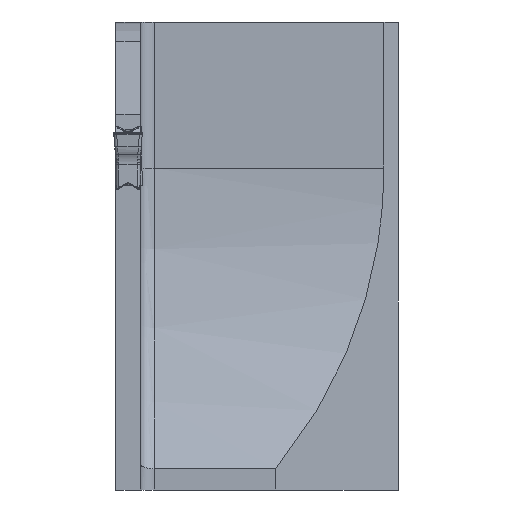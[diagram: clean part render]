
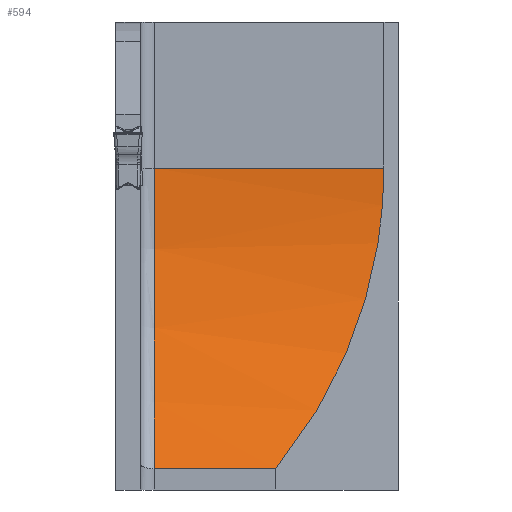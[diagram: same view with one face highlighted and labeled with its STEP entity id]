
A CAD part, front view. The second image highlights one B-rep face of the part: STEP entity #594.
In plain terms, the highlighted cylindrical face has radius 33.264 mm (diameter 66.527 mm), a partial arc.
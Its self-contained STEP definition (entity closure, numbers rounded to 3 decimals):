
#232=CYLINDRICAL_SURFACE('',#4125,33.264);
#550=ELLIPSE('',#4109,47.042,33.264);
#594=ADVANCED_FACE('',(#899),#232,.F.);
#899=FACE_OUTER_BOUND('',#1149,.T.);
#1149=EDGE_LOOP('',(#1599,#1600,#1601,#1602));
#1386=CIRCLE('',#4124,33.264);
#1599=ORIENTED_EDGE('',*,*,#3124,.F.);
#1600=ORIENTED_EDGE('',*,*,#3157,.T.);
#1601=ORIENTED_EDGE('',*,*,#3155,.F.);
#1602=ORIENTED_EDGE('',*,*,#3131,.T.);
#2749=VERTEX_POINT('',#5149);
#2750=VERTEX_POINT('',#5151);
#2754=VERTEX_POINT('',#5167);
#2765=VERTEX_POINT('',#5213);
#3124=EDGE_CURVE('',#2749,#2750,#3735,.T.);
#3131=EDGE_CURVE('',#2754,#2750,#550,.T.);
#3155=EDGE_CURVE('',#2754,#2765,#3762,.T.);
#3157=EDGE_CURVE('',#2749,#2765,#1386,.T.);
#3735=LINE('',#5150,#3928);
#3762=LINE('',#5212,#3955);
#3928=VECTOR('',#4408,1.);
#3955=VECTOR('',#4467,1.);
#4109=AXIS2_PLACEMENT_3D('',#5166,#4418,#4419);
#4124=AXIS2_PLACEMENT_3D('',#5216,#4471,#4472);
#4125=AXIS2_PLACEMENT_3D('',#5217,#4473,#4474);
#4408=DIRECTION('',(1.,0.,0.));
#4418=DIRECTION('',(0.707,-0.707,0.));
#4419=DIRECTION('',(0.707,0.707,0.));
#4467=DIRECTION('',(-1.,0.,0.));
#4471=DIRECTION('',(-1.,0.,0.));
#4472=DIRECTION('',(0.,-1.,0.));
#4473=DIRECTION('',(1.,0.,0.));
#4474=DIRECTION('',(0.,0.,1.));
#5149=CARTESIAN_POINT('',(-17.2,-100.,17.7));
#5150=CARTESIAN_POINT('',(-20.955,-100.,17.7));
#5151=CARTESIAN_POINT('',(-1.,-100.,17.7));
#5166=CARTESIAN_POINT('',(-34.264,-133.264,17.7));
#5167=CARTESIAN_POINT('',(-8.631,-107.631,-3.5));
#5212=CARTESIAN_POINT('',(-20.955,-107.631,-3.5));
#5213=CARTESIAN_POINT('',(-17.2,-107.631,-3.5));
#5216=CARTESIAN_POINT('',(-17.2,-133.264,17.7));
#5217=CARTESIAN_POINT('',(-20.955,-133.264,17.7));
